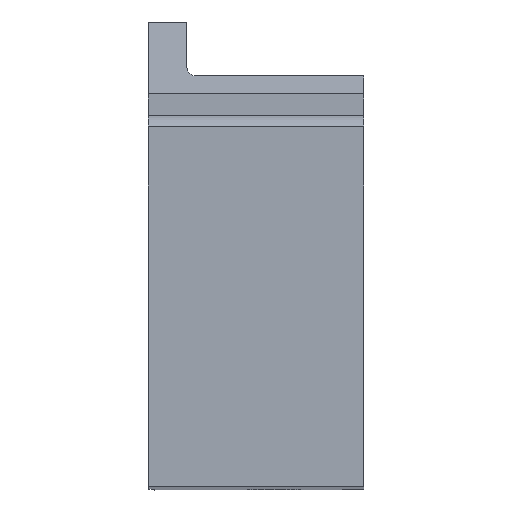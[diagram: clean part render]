
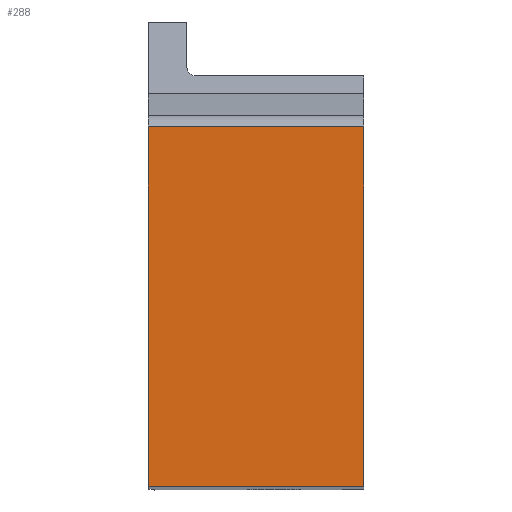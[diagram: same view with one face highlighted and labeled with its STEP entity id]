
A CAD part, top view. The second image highlights one B-rep face of the part: STEP entity #288.
In plain terms, the highlighted planar face has unit normal (0, 0, 1).
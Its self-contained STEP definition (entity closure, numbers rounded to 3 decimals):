
#288=ADVANCED_FACE('',(#501),#380,.T.);
#380=PLANE('',#3608);
#501=FACE_OUTER_BOUND('',#665,.T.);
#665=EDGE_LOOP('',(#1329,#1330,#1331,#1332));
#1329=ORIENTED_EDGE('',*,*,#2326,.T.);
#1330=ORIENTED_EDGE('',*,*,#2320,.T.);
#1331=ORIENTED_EDGE('',*,*,#2217,.T.);
#1332=ORIENTED_EDGE('',*,*,#2332,.T.);
#1826=VERTEX_POINT('',#8566);
#1827=VERTEX_POINT('',#8568);
#1901=VERTEX_POINT('',#8836);
#1905=VERTEX_POINT('',#8848);
#2217=EDGE_CURVE('',#1827,#1826,#3013,.T.);
#2320=EDGE_CURVE('',#1901,#1827,#3072,.T.);
#2326=EDGE_CURVE('',#1905,#1901,#3075,.T.);
#2332=EDGE_CURVE('',#1826,#1905,#3080,.T.);
#3013=LINE('',#8567,#3200);
#3072=LINE('',#8835,#3259);
#3075=LINE('',#8847,#3262);
#3080=LINE('',#8859,#3267);
#3200=VECTOR('',#3963,1.);
#3259=VECTOR('',#4150,1.);
#3262=VECTOR('',#4163,1.);
#3267=VECTOR('',#4176,1.);
#3608=AXIS2_PLACEMENT_3D('',#8861,#4179,#4180);
#3963=DIRECTION('',(0.,1.,0.));
#4150=DIRECTION('',(1.,0.,0.));
#4163=DIRECTION('',(0.,-1.,0.));
#4176=DIRECTION('',(-1.,0.,0.));
#4179=DIRECTION('',(0.,0.,1.));
#4180=DIRECTION('',(1.,0.,0.));
#8566=CARTESIAN_POINT('',(0.,20.,0.));
#8567=CARTESIAN_POINT('',(0.,0.,0.));
#8568=CARTESIAN_POINT('',(0.,0.,0.));
#8835=CARTESIAN_POINT('',(-12.,0.,0.));
#8836=CARTESIAN_POINT('',(-12.,0.,0.));
#8847=CARTESIAN_POINT('',(-12.,20.,0.));
#8848=CARTESIAN_POINT('',(-12.,20.,0.));
#8859=CARTESIAN_POINT('',(0.,20.,0.));
#8861=CARTESIAN_POINT('',(-6.,10.,0.));
